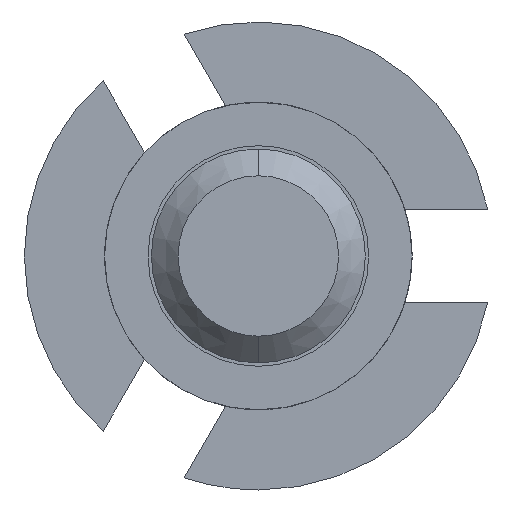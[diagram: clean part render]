
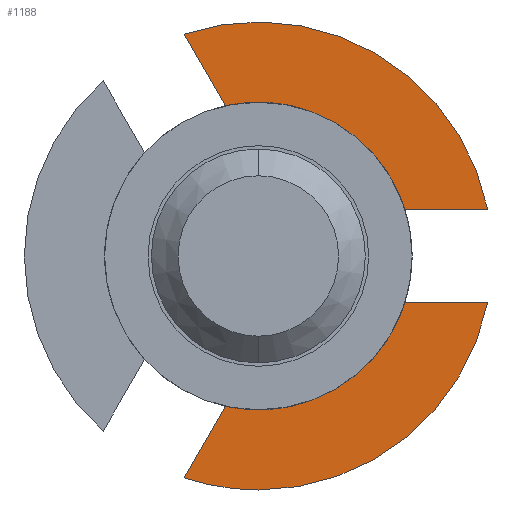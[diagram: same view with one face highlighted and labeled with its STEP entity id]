
A CAD part, front view. The second image highlights one B-rep face of the part: STEP entity #1188.
In plain terms, the highlighted planar face has unit normal (0, -1, 0).
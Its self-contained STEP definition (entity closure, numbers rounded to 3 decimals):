
#3 = DIRECTION ( 'NONE',  ( -0.492, 0., -0.87 ) ) ;
#91 = PLANE ( 'NONE',  #444 ) ;
#110 = CIRCLE ( 'NONE', #936, 1.75 ) ;
#170 = CARTESIAN_POINT ( 'NONE',  ( 0.303, 5.5, 0.175 ) ) ;
#194 = CARTESIAN_POINT ( 'NONE',  ( 0.61, 5.5, 0. ) ) ;
#342 = LINE ( 'NONE', #2826, #748 ) ;
#422 = VECTOR ( 'NONE', #1036, 1000. ) ;
#430 = CARTESIAN_POINT ( 'NONE',  ( 0.8, 5.5, -0.35 ) ) ;
#444 = AXIS2_PLACEMENT_3D ( 'NONE', #2996, #2938, #465 ) ;
#455 = VECTOR ( 'NONE', #4390, 1000. ) ;
#465 = DIRECTION ( 'NONE',  ( 1., 0., 0. ) ) ;
#642 = EDGE_CURVE ( 'Defeature ausgef�hrt4_31+Defeature ausgef�hrt4_40+Defeature ausgef�hrt4_30+Defeature ausgef�hrt4_32', #4460, #1688, #1659, .T. ) ;
#678 = AXIS2_PLACEMENT_3D ( 'NONE', #3046, #2302, #4056 ) ;
#731 = ORIENTED_EDGE ( 'NONE', *, *, #1602, .F. ) ;
#748 = VECTOR ( 'NONE', #3, 1000. ) ;
#754 = CARTESIAN_POINT ( 'NONE',  ( 0., 5.5, -1.078 ) ) ;
#764 = AXIS2_PLACEMENT_3D ( 'NONE', #3780, #3841, #3115 ) ;
#838 = VERTEX_POINT ( 'NONE', #3595 ) ;
#879 = LINE ( 'NONE', #985, #422 ) ;
#881 = ORIENTED_EDGE ( 'NONE', *, *, #2593, .T. ) ;
#931 = LINE ( 'NONE', #170, #3184 ) ;
#936 = AXIS2_PLACEMENT_3D ( 'NONE', #1414, #3218, #2098 ) ;
#985 = CARTESIAN_POINT ( 'NONE',  ( -0.61, 5.5, 0. ) ) ;
#1036 = DIRECTION ( 'NONE',  ( 0.492, 0., -0.87 ) ) ;
#1071 = VECTOR ( 'NONE', #1371, 1000. ) ;
#1077 = VECTOR ( 'NONE', #2887, 1000. ) ;
#1188 = ADVANCED_FACE ( 'Defeature ausgef�hrt4_40', ( #2663 ), #91, .T. ) ;
#1254 = ORIENTED_EDGE ( 'NONE', *, *, #4320, .F. ) ;
#1261 = CARTESIAN_POINT ( 'NONE',  ( -0.554, 5.5, -1.66 ) ) ;
#1371 = DIRECTION ( 'NONE',  ( -1., 0., 0. ) ) ;
#1414 = CARTESIAN_POINT ( 'NONE',  ( 0., 5.5, 0. ) ) ;
#1456 = VERTEX_POINT ( 'NONE', #3881 ) ;
#1535 = EDGE_CURVE ( 'Defeature ausgef�hrt4_40+Defeature ausgef�hrt4_29+Defeature ausgef�hrt4_30+Defeature ausgef�hrt4_36', #838, #4010, #110, .T. ) ;
#1573 = ORIENTED_EDGE ( 'NONE', *, *, #3224, .F. ) ;
#1602 = EDGE_CURVE ( 'Defeature ausgef�hrt4_32+Defeature ausgef�hrt4_40+Defeature ausgef�hrt4_31+Defeature ausgef�hrt4_33', #1688, #2553, #2050, .T. ) ;
#1618 = EDGE_LOOP ( 'NONE', ( #3206, #4020, #881, #731, #1786, #3674, #4242, #4119, #1254, #1573, #3975, #3530 ) ) ;
#1659 = LINE ( 'NONE', #4201, #3720 ) ;
#1688 = VERTEX_POINT ( 'NONE', #430 ) ;
#1773 = CIRCLE ( 'NONE', #678, 1.75 ) ;
#1786 = ORIENTED_EDGE ( 'NONE', *, *, #642, .F. ) ;
#1894 = EDGE_CURVE ( 'Defeature ausgef�hrt4_36+Defeature ausgef�hrt4_40+Defeature ausgef�hrt4_39+Defeature ausgef�hrt4_29', #3554, #4010, #931, .T. ) ;
#1994 = EDGE_CURVE ( 'Defeature ausgef�hrt4_37+Defeature ausgef�hrt4_40+Defeature ausgef�hrt4_33+Defeature ausgef�hrt4_41', #3190, #4215, #3452, .T. ) ;
#2050 = LINE ( 'NONE', #2904, #1077 ) ;
#2067 = CARTESIAN_POINT ( 'NONE',  ( 0.61, 5.5, 0. ) ) ;
#2089 = LINE ( 'NONE', #4611, #1071 ) ;
#2098 = DIRECTION ( 'NONE',  ( 1., 0., 0. ) ) ;
#2208 = EDGE_CURVE ( 'Defeature ausgef�hrt4_41+Defeature ausgef�hrt4_40+Defeature ausgef�hrt4_37+Defeature ausgef�hrt4_42', #4215, #3982, #879, .T. ) ;
#2209 = CARTESIAN_POINT ( 'NONE',  ( 1.715, 5.5, -0.35 ) ) ;
#2302 = DIRECTION ( 'NONE',  ( 0., -1., 0. ) ) ;
#2345 = DIRECTION ( 'NONE',  ( 0.5, 0., 0.866 ) ) ;
#2544 = CARTESIAN_POINT ( 'NONE',  ( -0.554, 5.5, 1.66 ) ) ;
#2553 = VERTEX_POINT ( 'NONE', #2209 ) ;
#2593 = EDGE_CURVE ( 'Defeature ausgef�hrt4_40+Defeature ausgef�hrt4_33+Defeature ausgef�hrt4_37+Defeature ausgef�hrt4_32', #1456, #2553, #1773, .T. ) ;
#2634 = VERTEX_POINT ( 'NONE', #2712 ) ;
#2663 = FACE_OUTER_BOUND ( 'NONE', #1618, .T. ) ;
#2688 = EDGE_CURVE ( 'Defeature ausgef�hrt4_40+Defeature ausgef�hrt4_33+Defeature ausgef�hrt4_37+Defeature ausgef�hrt4_32', #3190, #1456, #4387, .T. ) ;
#2707 = LINE ( 'NONE', #2973, #455 ) ;
#2712 = CARTESIAN_POINT ( 'NONE',  ( 0., 5.5, 1.078 ) ) ;
#2719 = VERTEX_POINT ( 'NONE', #2067 ) ;
#2826 = CARTESIAN_POINT ( 'NONE',  ( 0., 5.5, 1.078 ) ) ;
#2887 = DIRECTION ( 'NONE',  ( 1., 0., 0. ) ) ;
#2904 = CARTESIAN_POINT ( 'NONE',  ( 0., 5.5, -0.35 ) ) ;
#2938 = DIRECTION ( 'NONE',  ( 0., -1., 0. ) ) ;
#2973 = CARTESIAN_POINT ( 'NONE',  ( 0., 5.5, -1.078 ) ) ;
#2996 = CARTESIAN_POINT ( 'NONE',  ( 0., 5.5, 0. ) ) ;
#3046 = CARTESIAN_POINT ( 'NONE',  ( 0., 5.5, 0. ) ) ;
#3058 = LINE ( 'NONE', #194, #4556 ) ;
#3111 = CARTESIAN_POINT ( 'NONE',  ( -0.108, 5.5, -0.887 ) ) ;
#3115 = DIRECTION ( 'NONE',  ( 1., 0., 0. ) ) ;
#3184 = VECTOR ( 'NONE', #4416, 1000. ) ;
#3190 = VERTEX_POINT ( 'NONE', #1261 ) ;
#3206 = ORIENTED_EDGE ( 'NONE', *, *, #1994, .F. ) ;
#3218 = DIRECTION ( 'NONE',  ( 0., -1., 0. ) ) ;
#3224 = EDGE_CURVE ( 'Defeature ausgef�hrt4_43+Defeature ausgef�hrt4_40+Defeature ausgef�hrt4_42+Defeature ausgef�hrt4_39', #2719, #2634, #3058, .T. ) ;
#3452 = LINE ( 'NONE', #4184, #3726 ) ;
#3530 = ORIENTED_EDGE ( 'NONE', *, *, #2208, .F. ) ;
#3554 = VERTEX_POINT ( 'NONE', #3999 ) ;
#3586 = CARTESIAN_POINT ( 'NONE',  ( 0.8, 5.5, 0.35 ) ) ;
#3595 = CARTESIAN_POINT ( 'NONE',  ( 1.715, 5.5, 0.35 ) ) ;
#3674 = ORIENTED_EDGE ( 'NONE', *, *, #3869, .F. ) ;
#3720 = VECTOR ( 'NONE', #4166, 1000. ) ;
#3726 = VECTOR ( 'NONE', #2345, 1000. ) ;
#3780 = CARTESIAN_POINT ( 'NONE',  ( 0., 5.5, 0. ) ) ;
#3841 = DIRECTION ( 'NONE',  ( 0., -1., 0. ) ) ;
#3869 = EDGE_CURVE ( 'Defeature ausgef�hrt4_30+Defeature ausgef�hrt4_40+Defeature ausgef�hrt4_29+Defeature ausgef�hrt4_31', #838, #4460, #2089, .T. ) ;
#3881 = CARTESIAN_POINT ( 'NONE',  ( 0., 5.5, -1.75 ) ) ;
#3975 = ORIENTED_EDGE ( 'NONE', *, *, #4133, .F. ) ;
#3982 = VERTEX_POINT ( 'NONE', #754 ) ;
#3999 = CARTESIAN_POINT ( 'NONE',  ( -0.108, 5.5, 0.887 ) ) ;
#4010 = VERTEX_POINT ( 'NONE', #2544 ) ;
#4020 = ORIENTED_EDGE ( 'NONE', *, *, #2688, .T. ) ;
#4056 = DIRECTION ( 'NONE',  ( 1., 0., 0. ) ) ;
#4119 = ORIENTED_EDGE ( 'NONE', *, *, #1894, .F. ) ;
#4133 = EDGE_CURVE ( 'Defeature ausgef�hrt4_42+Defeature ausgef�hrt4_40+Defeature ausgef�hrt4_41+Defeature ausgef�hrt4_43', #3982, #2719, #2707, .T. ) ;
#4166 = DIRECTION ( 'NONE',  ( 0., 0., -1. ) ) ;
#4184 = CARTESIAN_POINT ( 'NONE',  ( 0.303, 5.5, -0.175 ) ) ;
#4201 = CARTESIAN_POINT ( 'NONE',  ( 0.8, 5.5, 0. ) ) ;
#4215 = VERTEX_POINT ( 'NONE', #3111 ) ;
#4242 = ORIENTED_EDGE ( 'NONE', *, *, #1535, .T. ) ;
#4320 = EDGE_CURVE ( 'Defeature ausgef�hrt4_39+Defeature ausgef�hrt4_40+Defeature ausgef�hrt4_43+Defeature ausgef�hrt4_36', #2634, #3554, #342, .T. ) ;
#4387 = CIRCLE ( 'NONE', #764, 1.75 ) ;
#4390 = DIRECTION ( 'NONE',  ( 0.492, 0., 0.87 ) ) ;
#4416 = DIRECTION ( 'NONE',  ( -0.5, 0., 0.866 ) ) ;
#4460 = VERTEX_POINT ( 'NONE', #3586 ) ;
#4483 = DIRECTION ( 'NONE',  ( -0.492, 0., 0.87 ) ) ;
#4556 = VECTOR ( 'NONE', #4483, 1000. ) ;
#4611 = CARTESIAN_POINT ( 'NONE',  ( 0., 5.5, 0.35 ) ) ;
